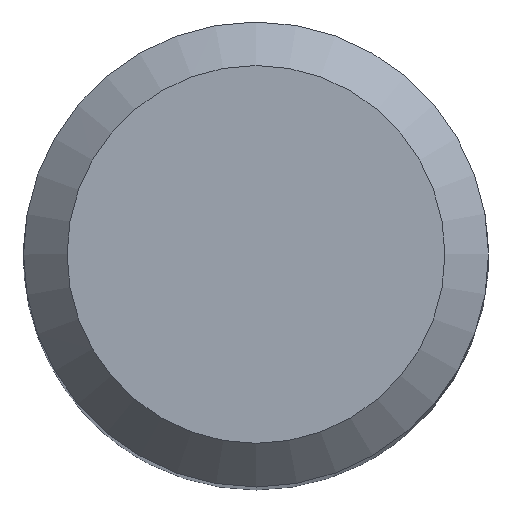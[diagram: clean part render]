
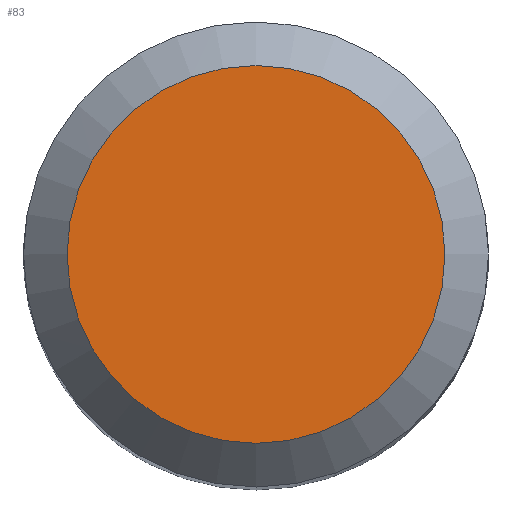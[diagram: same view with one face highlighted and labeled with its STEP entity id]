
A CAD part, top view. The second image highlights one B-rep face of the part: STEP entity #83.
In plain terms, the highlighted planar face has unit normal (0, 0, 1).
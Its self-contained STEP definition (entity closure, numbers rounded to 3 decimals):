
#36=PLANE('',#604);
#83=ADVANCED_FACE('',(#123),#36,.F.);
#123=FACE_OUTER_BOUND('',#159,.T.);
#159=EDGE_LOOP('',(#333));
#190=CIRCLE('',#597,6.5);
#333=ORIENTED_EDGE('',*,*,#479,.F.);
#419=VERTEX_POINT('',#986);
#479=EDGE_CURVE('',#419,#419,#190,.T.);
#597=AXIS2_PLACEMENT_3D('',#985,#714,#715);
#604=AXIS2_PLACEMENT_3D('',#1037,#730,#731);
#714=DIRECTION('',(0.,0.,-1.));
#715=DIRECTION('',(-1.,0.,0.));
#730=DIRECTION('',(0.,0.,-1.));
#731=DIRECTION('',(1.,0.,0.));
#985=CARTESIAN_POINT('',(0.,0.,0.));
#986=CARTESIAN_POINT('',(-6.5,0.,0.));
#1037=CARTESIAN_POINT('',(0.,6.5,0.));
